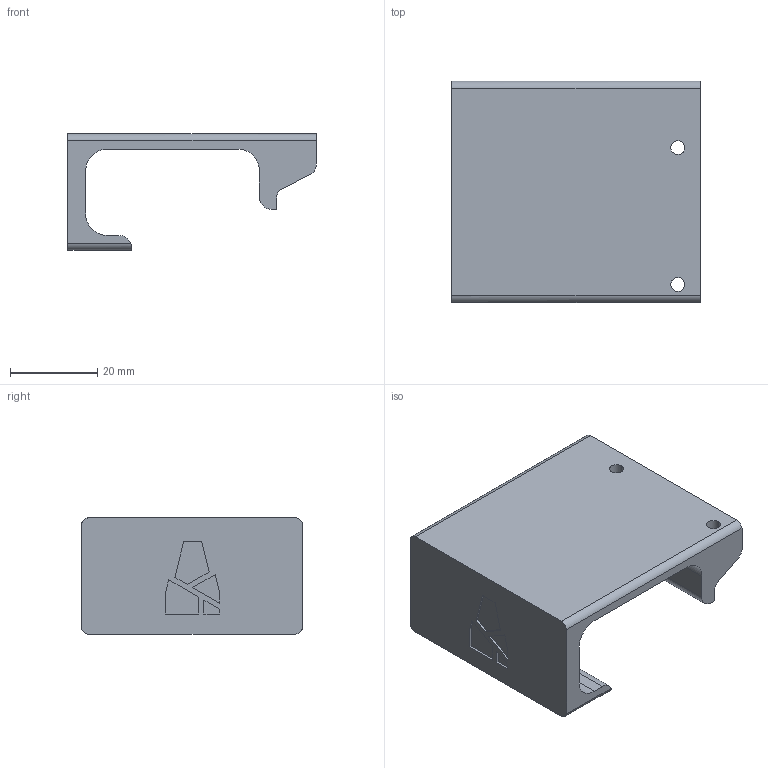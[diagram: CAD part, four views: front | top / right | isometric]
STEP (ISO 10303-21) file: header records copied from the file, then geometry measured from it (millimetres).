
FILE_DESCRIPTION (( 'STEP AP214' ), '1' );
FILE_NAME ('BMCU370x base Mounting Bracket for A1.STEP', '2025-03-26T04:57:01', ( '' ), ( '' ), 'SwSTEP 2.0', 'SolidWorks 2023', '' );
FILE_SCHEMA (( 'AUTOMOTIVE_DESIGN' ));
Length unit declared in the file: millimetre
Products named in the file (1): BMCU370x base Mounting Bracket for A1
Bounding box: 56.87 x 50.73 x 26.74 mm (x, y, z)
Volume: 22951 mm3; surface area: 11462.5 mm2
Topology: 1 solids, 1 shells, 61 faces, 163 edges, 106 vertices
Faces by surface type: plane 37, cylinder 19, cone 4, bspline 1
Entity records: 1919 total; most frequent: CARTESIAN_POINT 639, ORIENTED_EDGE 326, DIRECTION 170, EDGE_CURVE 163, B_SPLINE_CURVE_WITH_KNOTS 111, VERTEX_POINT 106, AXIS2_PLACEMENT_3D 79, EDGE_LOOP 67
